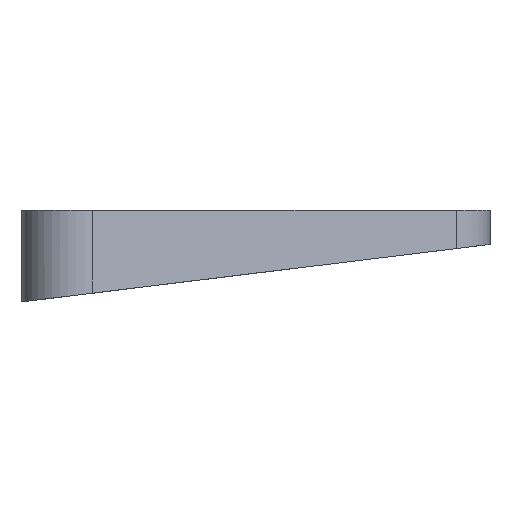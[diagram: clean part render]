
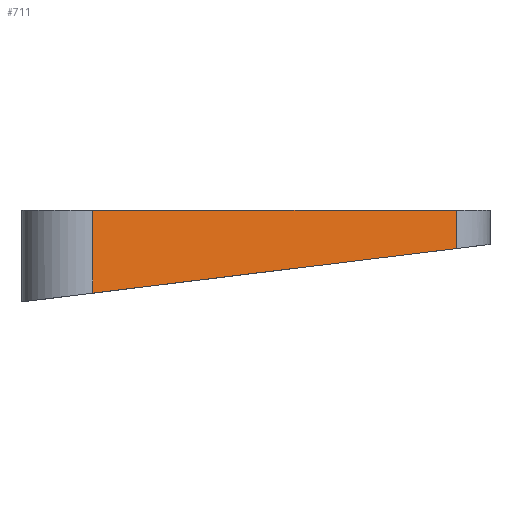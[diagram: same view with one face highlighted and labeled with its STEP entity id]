
A CAD part, left-side view. The second image highlights one B-rep face of the part: STEP entity #711.
In plain terms, the highlighted planar face has unit normal (-0.935, -0.356, 0).
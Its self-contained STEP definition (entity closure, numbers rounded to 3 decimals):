
#36 = LINE ( 'NONE', #929, #608 ) ;
#59 = CARTESIAN_POINT ( 'NONE',  ( 206.186, 22.759, 4.563 ) ) ;
#62 = VERTEX_POINT ( 'NONE', #355 ) ;
#146 = ORIENTED_EDGE ( 'NONE', *, *, #1094, .F. ) ;
#148 = LINE ( 'NONE', #59, #1128 ) ;
#175 = DIRECTION ( 'NONE',  ( 0.935, 0.356, 0. ) ) ;
#194 = LINE ( 'NONE', #654, #1175 ) ;
#197 = LINE ( 'NONE', #358, #536 ) ;
#200 = ORIENTED_EDGE ( 'NONE', *, *, #573, .T. ) ;
#261 = PLANE ( 'NONE',  #1089 ) ;
#271 = DIRECTION ( 'NONE',  ( 0., 0., -1. ) ) ;
#348 = CARTESIAN_POINT ( 'NONE',  ( 193.052, 57.264, -21.879 ) ) ;
#355 = CARTESIAN_POINT ( 'NONE',  ( 206.186, 22.759, -14. ) ) ;
#358 = CARTESIAN_POINT ( 'NONE',  ( 193.052, 57.264, 0.327 ) ) ;
#362 = DIRECTION ( 'NONE',  ( 0.353, -0.928, 0.114 ) ) ;
#369 = FACE_OUTER_BOUND ( 'NONE', #1149, .T. ) ;
#470 = ORIENTED_EDGE ( 'NONE', *, *, #1181, .T. ) ;
#536 = VECTOR ( 'NONE', #271, 1000. ) ;
#545 = VERTEX_POINT ( 'NONE', #348 ) ;
#552 = CARTESIAN_POINT ( 'NONE',  ( 188.611, 68.931, -1.106 ) ) ;
#571 = DIRECTION ( 'NONE',  ( -0.356, 0.935, 0. ) ) ;
#573 = EDGE_CURVE ( 'NONE', #613, #545, #197, .T. ) ;
#608 = VECTOR ( 'NONE', #362, 1000. ) ;
#613 = VERTEX_POINT ( 'NONE', #1016 ) ;
#634 = DIRECTION ( 'NONE',  ( 0., 0., -1. ) ) ;
#654 = CARTESIAN_POINT ( 'NONE',  ( 188.611, 68.931, -14. ) ) ;
#711 = ADVANCED_FACE ( 'NONE', ( #369 ), #261, .F. ) ;
#725 = EDGE_CURVE ( 'NONE', #62, #613, #194, .T. ) ;
#845 = DIRECTION ( 'NONE',  ( -0.356, 0.935, 0. ) ) ;
#913 = VERTEX_POINT ( 'NONE', #1069 ) ;
#929 = CARTESIAN_POINT ( 'NONE',  ( 188.611, 68.931, -23.312 ) ) ;
#1016 = CARTESIAN_POINT ( 'NONE',  ( 193.052, 57.264, -14. ) ) ;
#1065 = ORIENTED_EDGE ( 'NONE', *, *, #725, .T. ) ;
#1069 = CARTESIAN_POINT ( 'NONE',  ( 206.186, 22.759, -17.643 ) ) ;
#1089 = AXIS2_PLACEMENT_3D ( 'NONE', #552, #175, #845 ) ;
#1094 = EDGE_CURVE ( 'NONE', #62, #913, #148, .T. ) ;
#1128 = VECTOR ( 'NONE', #634, 1000. ) ;
#1149 = EDGE_LOOP ( 'NONE', ( #470, #146, #1065, #200 ) ) ;
#1175 = VECTOR ( 'NONE', #571, 1000. ) ;
#1181 = EDGE_CURVE ( 'NONE', #545, #913, #36, .T. ) ;
